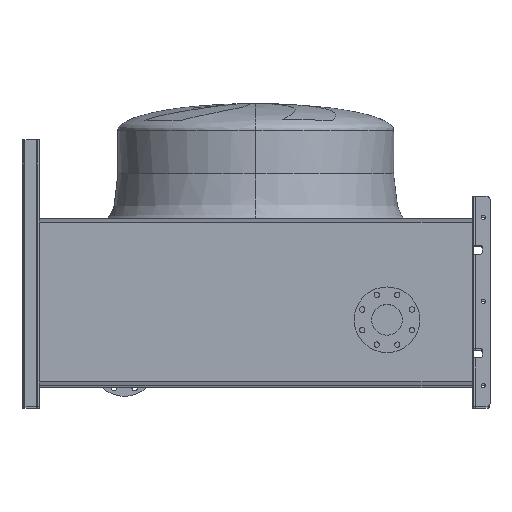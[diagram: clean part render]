
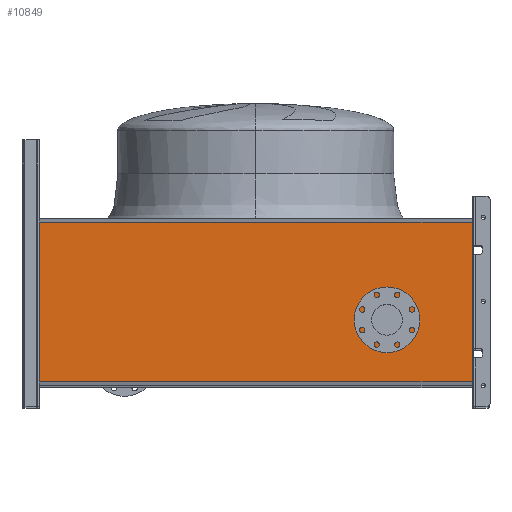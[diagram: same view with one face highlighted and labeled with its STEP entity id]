
A CAD part, top view. The second image highlights one B-rep face of the part: STEP entity #10849.
In plain terms, the highlighted planar face has unit normal (0, 0, 1).
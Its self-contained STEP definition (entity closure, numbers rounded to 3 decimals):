
#3 = DIRECTION ( 'NONE',  ( -1., 0., 0. ) ) ;
#480 = EDGE_CURVE ( 'NONE', #11487, #9065, #10794, .T. ) ;
#534 = ORIENTED_EDGE ( 'NONE', *, *, #2326, .F. ) ;
#643 = CARTESIAN_POINT ( 'NONE',  ( 440., 220., 240. ) ) ;
#1060 = CARTESIAN_POINT ( 'NONE',  ( 440., 166., 240. ) ) ;
#1211 = VECTOR ( 'NONE', #5995, 1000. ) ;
#1307 = ORIENTED_EDGE ( 'NONE', *, *, #8869, .F. ) ;
#1370 = CARTESIAN_POINT ( 'NONE',  ( 1334.262, 12.578, 240. ) ) ;
#1593 = DIRECTION ( 'NONE',  ( -1., 0., 0. ) ) ;
#1709 = CARTESIAN_POINT ( 'NONE',  ( 725., 547.422, 240. ) ) ;
#1838 = EDGE_CURVE ( 'NONE', #5912, #10981, #3347, .T. ) ;
#2087 = FACE_OUTER_BOUND ( 'NONE', #2505, .T. ) ;
#2326 = EDGE_CURVE ( 'NONE', #11487, #2883, #3709, .T. ) ;
#2505 = EDGE_LOOP ( 'NONE', ( #534, #5589, #4334, #1307 ) ) ;
#2545 = LINE ( 'NONE', #3562, #3156 ) ;
#2883 = VERTEX_POINT ( 'NONE', #3067 ) ;
#2997 = PLANE ( 'NONE',  #7829 ) ;
#3067 = CARTESIAN_POINT ( 'NONE',  ( 725., 12.578, 240. ) ) ;
#3156 = VECTOR ( 'NONE', #7195, 1000. ) ;
#3347 = CIRCLE ( 'NONE', #10567, 54. ) ;
#3562 = CARTESIAN_POINT ( 'NONE',  ( -725., 12.578, 240. ) ) ;
#3709 = LINE ( 'NONE', #6503, #4880 ) ;
#4174 = CARTESIAN_POINT ( 'NONE',  ( -725., 547.422, 240. ) ) ;
#4334 = ORIENTED_EDGE ( 'NONE', *, *, #4526, .T. ) ;
#4526 = EDGE_CURVE ( 'NONE', #9065, #9922, #2545, .T. ) ;
#4536 = ORIENTED_EDGE ( 'NONE', *, *, #11287, .T. ) ;
#4880 = VECTOR ( 'NONE', #9190, 1000. ) ;
#5028 = DIRECTION ( 'NONE',  ( -1., 0., 0. ) ) ;
#5589 = ORIENTED_EDGE ( 'NONE', *, *, #480, .T. ) ;
#5610 = LINE ( 'NONE', #8229, #6661 ) ;
#5912 = VERTEX_POINT ( 'NONE', #1060 ) ;
#5995 = DIRECTION ( 'NONE',  ( -1., 0., 0. ) ) ;
#6150 = ORIENTED_EDGE ( 'NONE', *, *, #1838, .T. ) ;
#6503 = CARTESIAN_POINT ( 'NONE',  ( 725., 12.578, 240. ) ) ;
#6661 = VECTOR ( 'NONE', #3, 1000. ) ;
#6933 = CARTESIAN_POINT ( 'NONE',  ( -725., 12.578, 240. ) ) ;
#7195 = DIRECTION ( 'NONE',  ( 0., -1., 0. ) ) ;
#7698 = DIRECTION ( 'NONE',  ( 0., 0., -1. ) ) ;
#7829 = AXIS2_PLACEMENT_3D ( 'NONE', #1370, #7698, #5028 ) ;
#8211 = CARTESIAN_POINT ( 'NONE',  ( 440., 220., 240. ) ) ;
#8229 = CARTESIAN_POINT ( 'NONE',  ( 1334.262, 12.578, 240. ) ) ;
#8264 = DIRECTION ( 'NONE',  ( -1., 0., 0. ) ) ;
#8666 = CARTESIAN_POINT ( 'NONE',  ( 1334.262, 547.422, 240. ) ) ;
#8869 = EDGE_CURVE ( 'NONE', #2883, #9922, #5610, .T. ) ;
#9065 = VERTEX_POINT ( 'NONE', #4174 ) ;
#9176 = CIRCLE ( 'NONE', #9548, 54. ) ;
#9190 = DIRECTION ( 'NONE',  ( 0., -1., 0. ) ) ;
#9548 = AXIS2_PLACEMENT_3D ( 'NONE', #643, #9762, #1593 ) ;
#9762 = DIRECTION ( 'NONE',  ( 0., 0., -1. ) ) ;
#9922 = VERTEX_POINT ( 'NONE', #6933 ) ;
#10051 = DIRECTION ( 'NONE',  ( 0., 0., -1. ) ) ;
#10315 = CARTESIAN_POINT ( 'NONE',  ( 440., 274., 240. ) ) ;
#10567 = AXIS2_PLACEMENT_3D ( 'NONE', #8211, #10051, #8264 ) ;
#10670 = EDGE_LOOP ( 'NONE', ( #4536, #6150 ) ) ;
#10794 = LINE ( 'NONE', #8666, #1211 ) ;
#10849 = ADVANCED_FACE ( 'NONE', ( #2087, #11099 ), #2997, .F. ) ;
#10981 = VERTEX_POINT ( 'NONE', #10315 ) ;
#11099 = FACE_BOUND ( 'NONE', #10670, .T. ) ;
#11287 = EDGE_CURVE ( 'NONE', #10981, #5912, #9176, .T. ) ;
#11487 = VERTEX_POINT ( 'NONE', #1709 ) ;
